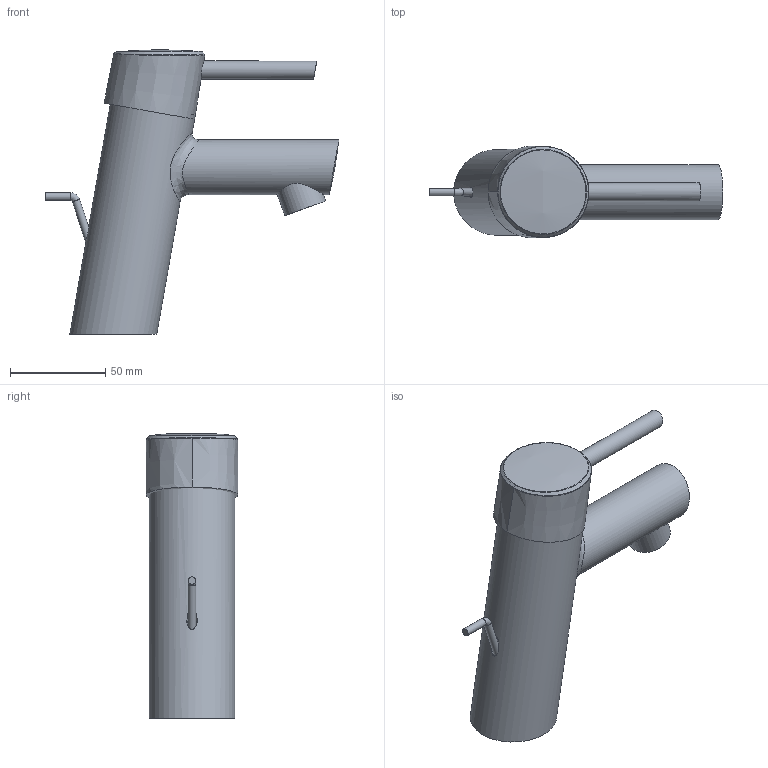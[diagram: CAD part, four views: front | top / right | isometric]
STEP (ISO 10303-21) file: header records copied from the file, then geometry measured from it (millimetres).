
FILE_DESCRIPTION(/* description */ ('Unknown'),/* implementation_level */ '2;1');
FILE_NAME(/* name */ '3220410E',/* time_stamp */ '2022-09-09T04:42:36+02:00',/* author */ ('Unknown'),/* organization */ ('GROHE AG'),/* preprocessor_version */ 'ST-DEVELOPER v16.7',/* originating_system */ 'DEX',/* authorisation */ $);
FILE_SCHEMA (('AUTOMOTIVE_DESIGN {1 0 10303 214 3 1 1}'));
Length unit declared in the file: millimetre
Products named in the file (4): 3220410E; id11; 07844138_HEBEL_EHM-_OHM_LEVER_01148499; EXTRUDE#
Assembly tree (3 placements, depth 2):
  3220410E
    id11
    07844138_HEBEL_EHM-_OHM_LEVER_01148499
    EXTRUDE#
Bounding box: 154.21 x 48.24 x 149.55 mm (x, y, z)
Surface area: 39156.4 mm2 (no closed solid volume)
Topology: 0 solids, 5 shells, 29 faces, 76 edges, 51 vertices
Faces by surface type: bspline 14, cylinder 8, plane 5, torus 1, sphere 1
Full cylindrical faces by diameter (mm): 4 x2, 5.3 x1, 9.5 x1, 22.8 x1, 23.5 x1, 29 x1, 45 x1
Entity records: 3411 total; most frequent: CARTESIAN_POINT 2753, ORIENTED_EDGE 90, DIRECTION 66, EDGE_CURVE 52, FACE_BOUND 45, EDGE_LOOP 44, VERTEX_POINT 42, B_SPLINE_CURVE_WITH_KNOTS 37
